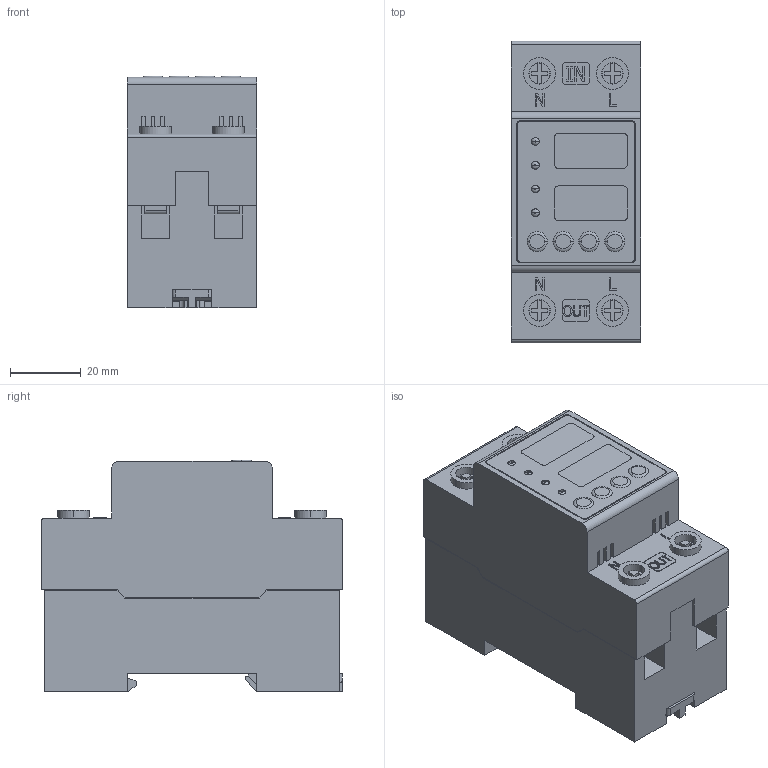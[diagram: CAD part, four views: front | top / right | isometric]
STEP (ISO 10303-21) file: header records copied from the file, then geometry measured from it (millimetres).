
FILE_DESCRIPTION (( 'STEP AP214' ), '1' );
FILE_NAME ('RVb 63A EKF.ÃÌ Ðåëå íàïðÿæåíèÿ è òîêà ñ äèñïëååì.STEP', '2024-05-27T12:14:15', ( '' ), ( '' ), 'SwSTEP 2.0', 'SolidWorks 2021', '' );
FILE_SCHEMA (( 'AUTOMOTIVE_DESIGN' ));
Length unit declared in the file: millimetre
Products named in the file (1): RVb 63A EKF.ÃÌ Ðåëå íàïðÿæåíèÿ è òîêà ñ äèñïëååì
Bounding box: 36.5 x 85 x 65.35 mm (x, y, z)
Volume: 159931.6 mm3; surface area: 31135.8 mm2
Topology: 17 solids, 17 shells, 593 faces, 1562 edges, 1038 vertices
Faces by surface type: plane 441, cylinder 114, bspline 22, torus 16
Entity records: 19602 total; most frequent: CARTESIAN_POINT 4166, ORIENTED_EDGE 3124, DIRECTION 2952, EDGE_CURVE 1562, LINE 1224, VECTOR 1224, VERTEX_POINT 1038, AXIS2_PLACEMENT_3D 864
